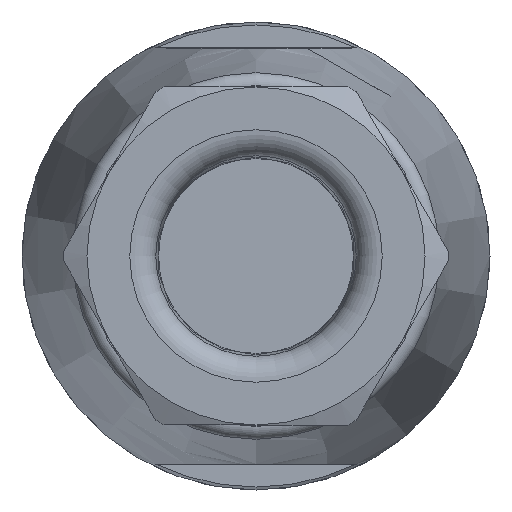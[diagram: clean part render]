
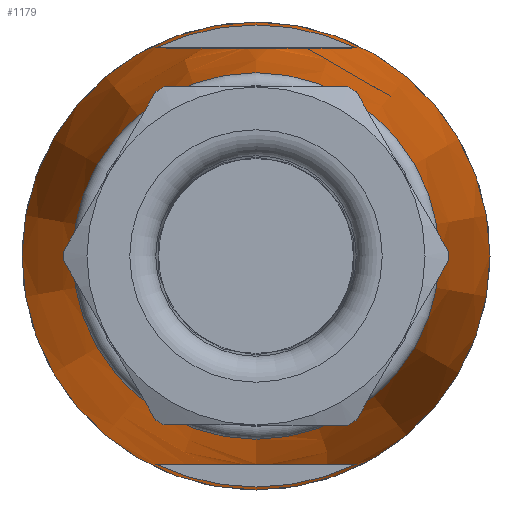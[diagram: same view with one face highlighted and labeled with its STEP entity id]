
A CAD part, left-side view. The second image highlights one B-rep face of the part: STEP entity #1179.
In plain terms, the highlighted conical face has half-angle 6.52 degrees and reference radius 9 mm.
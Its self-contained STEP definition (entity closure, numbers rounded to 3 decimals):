
#1163=CONICAL_SURFACE('',#2934,9.,6.52);
#1179=ADVANCED_FACE('',(#1408,#1409,#1410,#1411),#1163,.T.);
#1387=B_SPLINE_CURVE_WITH_KNOTS('',3,(#3888,#3889,#3890,#3891,#3892,#3893,
#3894,#3895,#3896,#3897,#3898,#3899,#3900,#3901,#3902,#3903,#3904,#3905),
 .UNSPECIFIED.,.F.,.F.,(4,2,2,2,2,2,2,2,4),(0.,0.25,0.375,0.438,0.5,0.563,
0.625,0.75,1.),.UNSPECIFIED.);
#1388=B_SPLINE_CURVE_WITH_KNOTS('',3,(#3909,#3910,#3911,#3912,#3913,#3914,
#3915,#3916,#3917,#3918,#3919,#3920,#3921,#3922,#3923,#3924,#3925,#3926),
 .UNSPECIFIED.,.F.,.F.,(4,2,2,2,2,2,2,2,4),(0.,0.25,0.375,0.438,0.5,0.563,
0.625,0.75,1.),.UNSPECIFIED.);
#1408=FACE_BOUND('',#1483,.T.);
#1409=FACE_BOUND('',#1484,.T.);
#1410=FACE_BOUND('',#1485,.T.);
#1411=FACE_BOUND('',#1486,.T.);
#1483=EDGE_LOOP('',(#1664));
#1484=EDGE_LOOP('',(#1665));
#1485=EDGE_LOOP('',(#1666,#1667));
#1486=EDGE_LOOP('',(#1668,#1669));
#1664=ORIENTED_EDGE('',*,*,#2493,.T.);
#1665=ORIENTED_EDGE('',*,*,#2494,.F.);
#1666=ORIENTED_EDGE('',*,*,#2495,.T.);
#1667=ORIENTED_EDGE('',*,*,#2496,.T.);
#1668=ORIENTED_EDGE('',*,*,#2497,.F.);
#1669=ORIENTED_EDGE('',*,*,#2498,.F.);
#2278=VERTEX_POINT('',#3885);
#2279=VERTEX_POINT('',#3887);
#2280=VERTEX_POINT('',#3906);
#2281=VERTEX_POINT('',#3907);
#2282=VERTEX_POINT('',#3927);
#2283=VERTEX_POINT('',#3928);
#2493=EDGE_CURVE('',#2278,#2278,#2798,.T.);
#2494=EDGE_CURVE('',#2279,#2279,#2799,.T.);
#2495=EDGE_CURVE('',#2280,#2281,#1387,.T.);
#2496=EDGE_CURVE('',#2281,#2280,#2800,.T.);
#2497=EDGE_CURVE('',#2282,#2283,#1388,.T.);
#2498=EDGE_CURVE('',#2283,#2282,#2801,.T.);
#2798=CIRCLE('',#2930,9.);
#2799=CIRCLE('',#2931,7.051);
#2800=CIRCLE('',#2932,8.886);
#2801=CIRCLE('',#2933,8.886);
#2930=AXIS2_PLACEMENT_3D('',#3884,#3198,#3199);
#2931=AXIS2_PLACEMENT_3D('',#3886,#3200,#3201);
#2932=AXIS2_PLACEMENT_3D('',#3908,#3202,#3203);
#2933=AXIS2_PLACEMENT_3D('',#3929,#3204,#3205);
#2934=AXIS2_PLACEMENT_3D('',#3930,#3206,#3207);
#3198=DIRECTION('',(-1.,0.,0.));
#3199=DIRECTION('',(0.,0.,-1.));
#3200=DIRECTION('',(-1.,0.,0.));
#3201=DIRECTION('',(0.,0.,-1.));
#3202=DIRECTION('',(1.,0.,0.));
#3203=DIRECTION('',(0.,-1.,0.));
#3204=DIRECTION('',(-1.,0.,0.));
#3205=DIRECTION('',(0.,1.,0.));
#3206=DIRECTION('',(1.,0.,0.));
#3207=DIRECTION('',(0.,0.,1.));
#3884=CARTESIAN_POINT('',(-0.5,0.,0.));
#3885=CARTESIAN_POINT('',(-0.5,0.,-9.));
#3886=CARTESIAN_POINT('',(-17.557,0.,0.));
#3887=CARTESIAN_POINT('',(-17.557,0.,-7.051));
#3888=CARTESIAN_POINT('',(-1.5,3.867,-8.));
#3889=CARTESIAN_POINT('',(-2.925,3.493,-8.));
#3890=CARTESIAN_POINT('',(-4.341,3.088,-8.));
#3891=CARTESIAN_POINT('',(-6.42,2.311,-8.));
#3892=CARTESIAN_POINT('',(-7.115,2.023,-8.));
#3893=CARTESIAN_POINT('',(-8.091,1.473,-8.));
#3894=CARTESIAN_POINT('',(-8.405,1.272,-8.));
#3895=CARTESIAN_POINT('',(-8.962,0.769,-8.));
#3896=CARTESIAN_POINT('',(-9.222,0.445,-8.));
#3897=CARTESIAN_POINT('',(-9.274,-0.324,-8.));
#3898=CARTESIAN_POINT('',(-9.041,-0.673,-8.));
#3899=CARTESIAN_POINT('',(-8.5,-1.203,-8.));
#3900=CARTESIAN_POINT('',(-8.18,-1.416,-8.));
#3901=CARTESIAN_POINT('',(-7.205,-1.983,-8.));
#3902=CARTESIAN_POINT('',(-6.506,-2.276,-8.));
#3903=CARTESIAN_POINT('',(-4.392,-3.074,-8.));
#3904=CARTESIAN_POINT('',(-2.95,-3.487,-8.));
#3905=CARTESIAN_POINT('',(-1.5,-3.867,-8.));
#3906=CARTESIAN_POINT('',(-1.5,3.867,-8.));
#3907=CARTESIAN_POINT('',(-1.5,-3.867,-8.));
#3908=CARTESIAN_POINT('',(-1.5,0.,0.));
#3909=CARTESIAN_POINT('',(-1.5,3.867,8.));
#3910=CARTESIAN_POINT('',(-2.925,3.493,8.));
#3911=CARTESIAN_POINT('',(-4.341,3.088,8.));
#3912=CARTESIAN_POINT('',(-6.42,2.311,8.));
#3913=CARTESIAN_POINT('',(-7.115,2.023,8.));
#3914=CARTESIAN_POINT('',(-8.091,1.473,8.));
#3915=CARTESIAN_POINT('',(-8.405,1.272,8.));
#3916=CARTESIAN_POINT('',(-8.962,0.769,8.));
#3917=CARTESIAN_POINT('',(-9.222,0.445,8.));
#3918=CARTESIAN_POINT('',(-9.274,-0.324,8.));
#3919=CARTESIAN_POINT('',(-9.041,-0.673,8.));
#3920=CARTESIAN_POINT('',(-8.5,-1.203,8.));
#3921=CARTESIAN_POINT('',(-8.18,-1.416,8.));
#3922=CARTESIAN_POINT('',(-7.205,-1.983,8.));
#3923=CARTESIAN_POINT('',(-6.506,-2.276,8.));
#3924=CARTESIAN_POINT('',(-4.392,-3.074,8.));
#3925=CARTESIAN_POINT('',(-2.95,-3.487,8.));
#3926=CARTESIAN_POINT('',(-1.5,-3.867,8.));
#3927=CARTESIAN_POINT('',(-1.5,3.867,8.));
#3928=CARTESIAN_POINT('',(-1.5,-3.867,8.));
#3929=CARTESIAN_POINT('',(-1.5,0.,0.));
#3930=CARTESIAN_POINT('',(-0.5,0.,0.));
